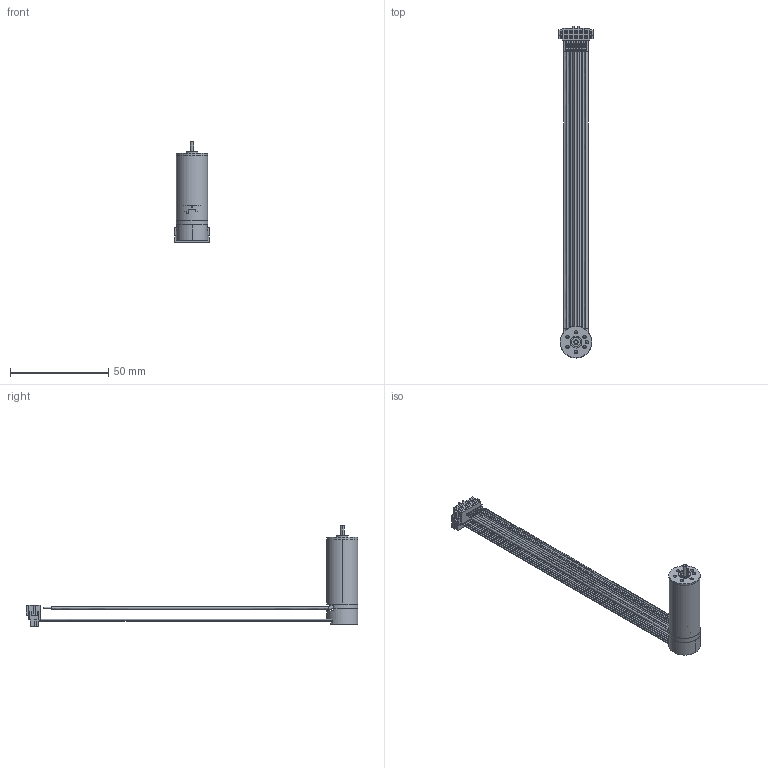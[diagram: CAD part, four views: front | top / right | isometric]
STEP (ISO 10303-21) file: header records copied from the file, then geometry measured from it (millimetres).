
FILE_DESCRIPTION((''),'2;1');
FILE_NAME('4611180000286_SW0001','2023-02-14T16:47:19',('ms27607'),(''),'CREO PARAMETRIC BY PTC INC, 2018100','CREO PARAMETRIC BY PTC INC, 2018100','');
FILE_SCHEMA(('CONFIG_CONTROL_DESIGN'));
Length unit declared in the file: millimetre
Products named in the file (1): 4611180000286_SW0001
Bounding box: 17.3 x 168.88 x 51.3 mm (x, y, z)
Surface area: 13610.2 mm2 (no closed solid volume)
Topology: 0 solids, 25 shells, 492 faces, 1869 edges, 1342 vertices
Faces by surface type: plane 319, cylinder 98, bspline 43, cone 16, extrusion 14, torus 2
Entity records: 22505 total; most frequent: CARTESIAN_POINT 7110, DIRECTION 3049, ORIENTED_EDGE 2939, EDGE_CURVE 1855, VERTEX_POINT 1346, VECTOR 1323, LINE 1309, AXIS2_PLACEMENT_3D 863
